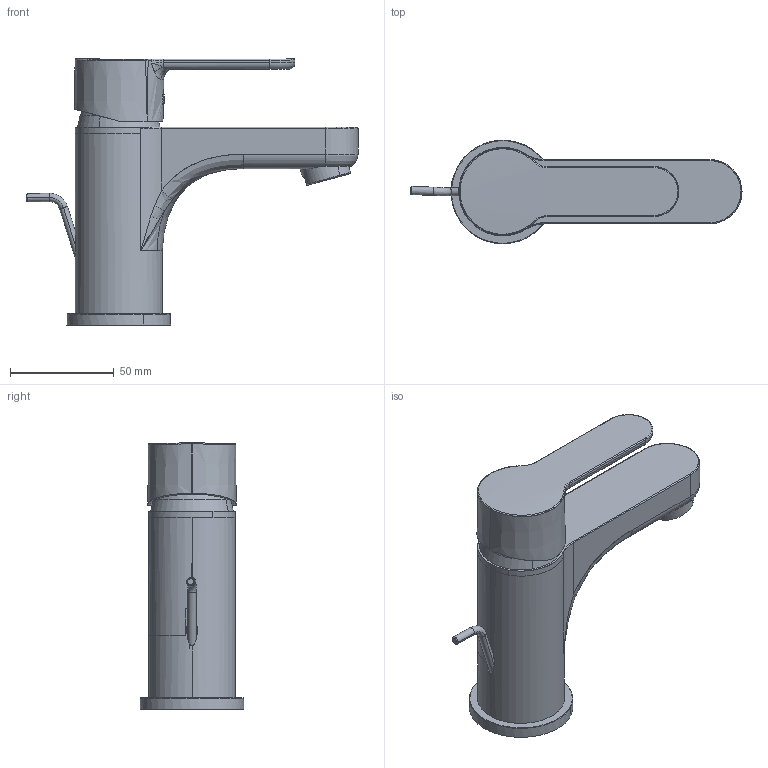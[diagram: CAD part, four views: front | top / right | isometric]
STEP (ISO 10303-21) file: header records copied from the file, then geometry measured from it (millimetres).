
FILE_DESCRIPTION(('CATIA V5 STEP Exchange','CAx-IF Rec.Pracs.--- Model Styling and Organization---1.5--- 2016-08-15','CAx-IF Rec.Pracs.---Supplemental Geometry---1.0---2011-11-01','CAx-IF Rec.Pracs.--- Composite Materials ---3.4---2017-06-13','CAx-IF Rec.Pracs.---Tessellated 3D Geometry---1.0---2015-12-17'),'2;1');
FILE_NAME('C2000515.stp','2024-06-20T14:20:06+00:00',('none'),('none'),'CATIA Version 5-6 Release 2020 SP2','CATIA V5 STEP AP242 v2','none');
FILE_SCHEMA(('AP242_MANAGED_MODEL_BASED_3D_ENGINEERING_MIM_LF {1 0 10303 442 1 1 4}'));
Length unit declared in the file: millimetre
Products named in the file (1): C2000515
Bounding box: 160.28 x 49.99 x 128.5 mm (x, y, z)
Volume: 13085.3 mm3; surface area: 43604.1 mm2
Topology: 5 solids, 101 shells, 254 faces, 980 edges, 827 vertices
Faces by surface type: cylinder 69, plane 61, cone 44, bspline 43, torus 29, revolution 4, sphere 4
Entity records: 13753 total; most frequent: CARTESIAN_POINT 6542, ORIENTED_EDGE 1390, EDGE_CURVE 970, DIRECTION 921, VERTEX_POINT 827, AXIS2_PLACEMENT_3D 521, B_SPLINE_CURVE_WITH_KNOTS 367, CIRCLE 365
